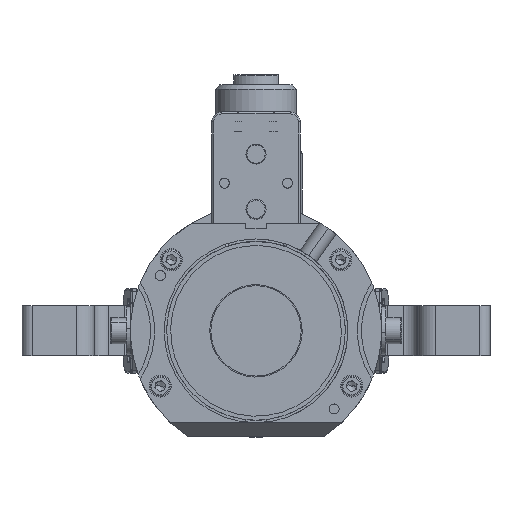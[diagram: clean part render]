
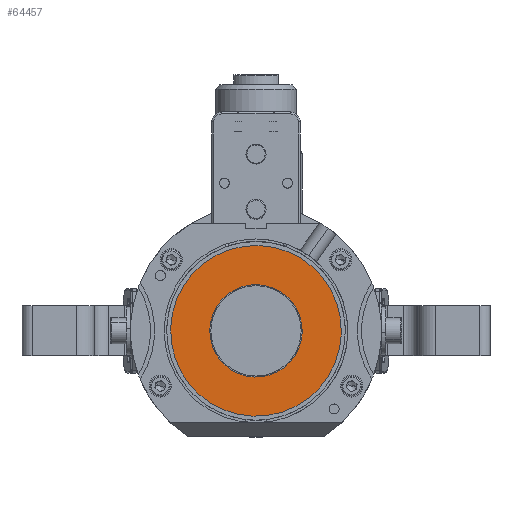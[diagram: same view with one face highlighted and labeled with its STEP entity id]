
A CAD part, front view. The second image highlights one B-rep face of the part: STEP entity #64457.
In plain terms, the highlighted planar face has unit normal (0, -1, 0).
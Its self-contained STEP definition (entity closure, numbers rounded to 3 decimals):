
#64294=CARTESIAN_POINT('',(0.,0.,0.));
#64295=DIRECTION('',(0.,1.,0.));
#64296=DIRECTION('',(-0.308,0.,0.951));
#64297=AXIS2_PLACEMENT_3D('',#64294,#64295,#64296);
#64299=CARTESIAN_POINT('',(0.,0.,0.));
#64300=DIRECTION('',(0.,1.,0.));
#64301=DIRECTION('',(0.308,0.,-0.951));
#64302=AXIS2_PLACEMENT_3D('',#64299,#64300,#64301);
#64304=CARTESIAN_POINT('',(0.,0.,0.));
#64305=DIRECTION('',(0.,-1.,0.));
#64306=DIRECTION('',(0.308,0.,-0.951));
#64307=AXIS2_PLACEMENT_3D('',#64304,#64305,#64306);
#64309=CARTESIAN_POINT('',(0.,0.,0.));
#64310=DIRECTION('',(0.,-1.,0.));
#64311=DIRECTION('',(-0.308,0.,0.951));
#64312=AXIS2_PLACEMENT_3D('',#64309,#64310,#64311);
#64366=CARTESIAN_POINT('',(7.089,0.,-21.88));
#64367=VERTEX_POINT('',#64366);
#64368=CARTESIAN_POINT('',(-7.089,0.,21.88));
#64369=VERTEX_POINT('',#64368);
#64370=CARTESIAN_POINT('',(-13.1,0.,40.431));
#64371=CARTESIAN_POINT('',(13.1,0.,-40.431));
#64372=VERTEX_POINT('',#64370);
#64373=VERTEX_POINT('',#64371);
#64442=CARTESIAN_POINT('',(0.,0.,0.));
#64443=DIRECTION('',(0.,1.,0.));
#64444=DIRECTION('',(-0.308,0.,0.951));
#64445=AXIS2_PLACEMENT_3D('',#64442,#64443,#64444);
#64446=PLANE('',#64445);
#64448=ORIENTED_EDGE('',*,*,#64447,.T.);
#64450=ORIENTED_EDGE('',*,*,#64449,.T.);
#64451=EDGE_LOOP('',(#64448,#64450));
#64452=FACE_OUTER_BOUND('',#64451,.F.);
#64453=ORIENTED_EDGE('',*,*,#64435,.T.);
#64454=ORIENTED_EDGE('',*,*,#64422,.T.);
#64455=EDGE_LOOP('',(#64453,#64454));
#64456=FACE_BOUND('',#64455,.F.);
#64457=ADVANCED_FACE('',(#64452,#64456),#64446,.F.);
#64298=CIRCLE('',#64297,42.5);
#64303=CIRCLE('',#64302,42.5);
#64308=CIRCLE('',#64307,23.);
#64313=CIRCLE('',#64312,23.);
#64422=EDGE_CURVE('',#64369,#64367,#64313,.T.);
#64435=EDGE_CURVE('',#64367,#64369,#64308,.T.);
#64447=EDGE_CURVE('',#64372,#64373,#64298,.T.);
#64449=EDGE_CURVE('',#64373,#64372,#64303,.T.);
